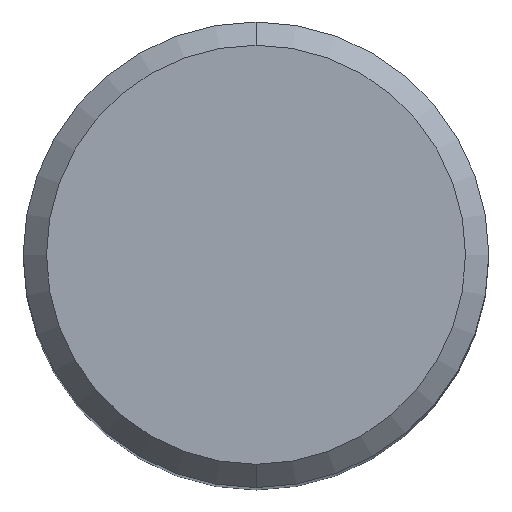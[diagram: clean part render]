
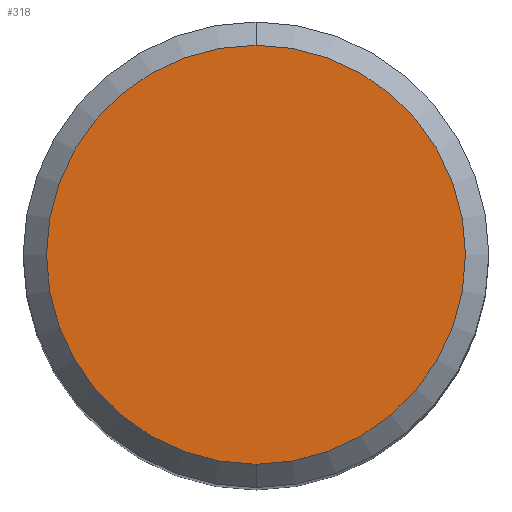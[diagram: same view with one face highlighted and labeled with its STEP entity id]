
A CAD part, top view. The second image highlights one B-rep face of the part: STEP entity #318.
In plain terms, the highlighted planar face has unit normal (0, 0, 1).
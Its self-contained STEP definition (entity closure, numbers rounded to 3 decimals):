
#280=VERTEX_POINT('',#592);
#310=EDGE_CURVE('',#372,#280,#625,.T.);
#318=ADVANCED_FACE('',(#633),#634,.T.);
#328=EDGE_CURVE('',#280,#372,#645,.T.);
#372=VERTEX_POINT('',#695);
#592=CARTESIAN_POINT('',(0.0,7.2,0.0));
#625=CIRCLE('',#1137,7.2);
#633=FACE_OUTER_BOUND('',#1150,.T.);
#634=PLANE('',#1151);
#645=CIRCLE('',#1191,7.2);
#695=CARTESIAN_POINT('',(0.,-7.2,0.0));
#1137=AXIS2_PLACEMENT_3D('',#1644,#1645,#1646);
#1150=EDGE_LOOP('',(#1653,#1654));
#1151=AXIS2_PLACEMENT_3D('',#1655,#1656,#1657);
#1191=AXIS2_PLACEMENT_3D('',#1667,#1668,#1669);
#1644=CARTESIAN_POINT('',(0.0,0.0,0.0));
#1645=DIRECTION('',(0.0,0.0,-1.0));
#1646=DIRECTION('',(0.0,1.0,0.0));
#1653=ORIENTED_EDGE('',*,*,#328,.F.);
#1654=ORIENTED_EDGE('',*,*,#310,.F.);
#1655=CARTESIAN_POINT('',(0.0,3.6,0.0));
#1656=DIRECTION('',(-0.0,0.0,1.0));
#1657=DIRECTION('',(0.0,-1.0,0.0));
#1667=CARTESIAN_POINT('',(0.0,0.0,0.0));
#1668=DIRECTION('',(0.0,0.0,-1.0));
#1669=DIRECTION('',(0.0,1.0,0.0));
